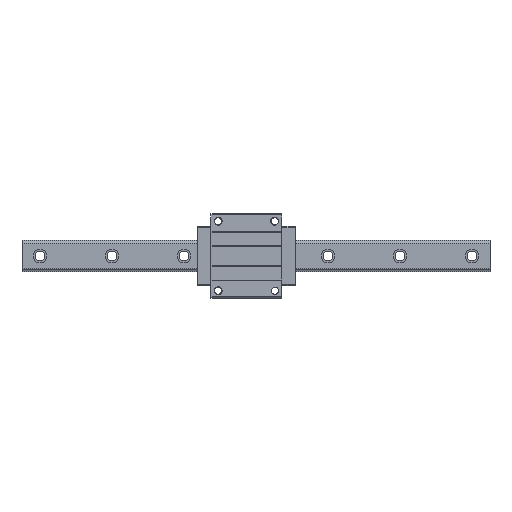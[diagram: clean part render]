
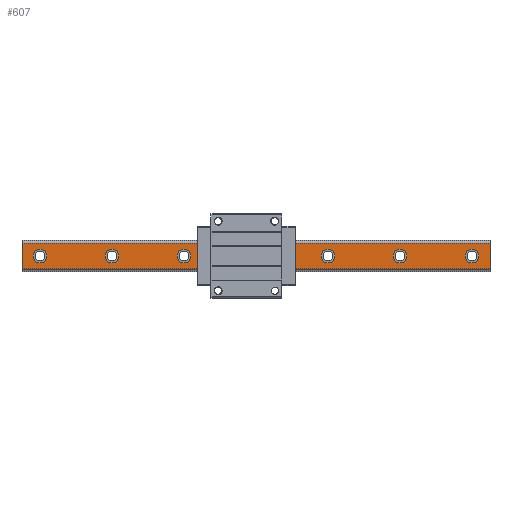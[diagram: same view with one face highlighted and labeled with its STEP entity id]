
A CAD part, left-side view. The second image highlights one B-rep face of the part: STEP entity #607.
In plain terms, the highlighted face is planar.
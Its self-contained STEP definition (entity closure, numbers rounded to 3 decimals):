
#143=FACE_BOUND('',#1075,.T.);
#144=FACE_BOUND('',#1076,.T.);
#145=FACE_BOUND('',#1077,.T.);
#146=FACE_BOUND('',#1078,.T.);
#147=FACE_BOUND('',#1079,.T.);
#148=FACE_BOUND('',#1080,.T.);
#149=FACE_BOUND('',#1081,.T.);
#150=FACE_BOUND('',#1082,.T.);
#413=CIRCLE('',#3769,11.5);
#414=CIRCLE('',#3770,11.5);
#415=CIRCLE('',#3771,11.5);
#416=CIRCLE('',#3772,11.5);
#417=CIRCLE('',#3773,11.5);
#418=CIRCLE('',#3774,11.5);
#419=CIRCLE('',#3775,11.5);
#607=ADVANCED_FACE('',(#143,#144,#145,#146,#147,#148,#149,#150),#752,.F.);
#752=PLANE('',#3776);
#1075=EDGE_LOOP('',(#1849));
#1076=EDGE_LOOP('',(#1850));
#1077=EDGE_LOOP('',(#1851));
#1078=EDGE_LOOP('',(#1852));
#1079=EDGE_LOOP('',(#1853));
#1080=EDGE_LOOP('',(#1854));
#1081=EDGE_LOOP('',(#1855));
#1082=EDGE_LOOP('',(#1856,#1857,#1858,#1859));
#1849=ORIENTED_EDGE('',*,*,#2849,.T.);
#1850=ORIENTED_EDGE('',*,*,#2850,.T.);
#1851=ORIENTED_EDGE('',*,*,#2851,.T.);
#1852=ORIENTED_EDGE('',*,*,#2852,.T.);
#1853=ORIENTED_EDGE('',*,*,#2853,.T.);
#1854=ORIENTED_EDGE('',*,*,#2854,.T.);
#1855=ORIENTED_EDGE('',*,*,#2855,.T.);
#1856=ORIENTED_EDGE('',*,*,#2856,.T.);
#1857=ORIENTED_EDGE('',*,*,#2857,.F.);
#1858=ORIENTED_EDGE('',*,*,#2858,.F.);
#1859=ORIENTED_EDGE('',*,*,#2859,.T.);
#2397=VERTEX_POINT('',#8879);
#2398=VERTEX_POINT('',#8881);
#2399=VERTEX_POINT('',#8883);
#2400=VERTEX_POINT('',#8885);
#2401=VERTEX_POINT('',#8887);
#2402=VERTEX_POINT('',#8889);
#2403=VERTEX_POINT('',#8891);
#2404=VERTEX_POINT('',#8893);
#2405=VERTEX_POINT('',#8894);
#2406=VERTEX_POINT('',#8896);
#2407=VERTEX_POINT('',#8898);
#2849=EDGE_CURVE('',#2397,#2397,#413,.T.);
#2850=EDGE_CURVE('',#2398,#2398,#414,.T.);
#2851=EDGE_CURVE('',#2399,#2399,#415,.T.);
#2852=EDGE_CURVE('',#2400,#2400,#416,.T.);
#2853=EDGE_CURVE('',#2401,#2401,#417,.T.);
#2854=EDGE_CURVE('',#2402,#2402,#418,.T.);
#2855=EDGE_CURVE('',#2403,#2403,#419,.T.);
#2856=EDGE_CURVE('',#2404,#2405,#3213,.T.);
#2857=EDGE_CURVE('',#2406,#2405,#3214,.T.);
#2858=EDGE_CURVE('',#2407,#2406,#3215,.T.);
#2859=EDGE_CURVE('',#2407,#2404,#3216,.T.);
#3213=LINE('',#8892,#3497);
#3214=LINE('',#8895,#3498);
#3215=LINE('',#8897,#3499);
#3216=LINE('',#8899,#3500);
#3497=VECTOR('',#4510,1.);
#3498=VECTOR('',#4511,1.);
#3499=VECTOR('',#4512,1.);
#3500=VECTOR('',#4513,1.);
#3769=AXIS2_PLACEMENT_3D('',#8878,#4496,#4497);
#3770=AXIS2_PLACEMENT_3D('',#8880,#4498,#4499);
#3771=AXIS2_PLACEMENT_3D('',#8882,#4500,#4501);
#3772=AXIS2_PLACEMENT_3D('',#8884,#4502,#4503);
#3773=AXIS2_PLACEMENT_3D('',#8886,#4504,#4505);
#3774=AXIS2_PLACEMENT_3D('',#8888,#4506,#4507);
#3775=AXIS2_PLACEMENT_3D('',#8890,#4508,#4509);
#3776=AXIS2_PLACEMENT_3D('',#8900,#4514,#4515);
#4496=DIRECTION('',(0.,-1.,0.));
#4497=DIRECTION('',(0.,0.,-1.));
#4498=DIRECTION('',(0.,-1.,0.));
#4499=DIRECTION('',(0.,0.,-1.));
#4500=DIRECTION('',(0.,-1.,0.));
#4501=DIRECTION('',(0.,0.,-1.));
#4502=DIRECTION('',(0.,-1.,0.));
#4503=DIRECTION('',(0.,0.,-1.));
#4504=DIRECTION('',(0.,-1.,0.));
#4505=DIRECTION('',(0.,0.,-1.));
#4506=DIRECTION('',(0.,-1.,0.));
#4507=DIRECTION('',(0.,0.,-1.));
#4508=DIRECTION('',(0.,-1.,0.));
#4509=DIRECTION('',(0.,0.,-1.));
#4510=DIRECTION('',(-1.,0.,0.));
#4511=DIRECTION('',(0.,0.,-1.));
#4512=DIRECTION('',(-1.,0.,0.));
#4513=DIRECTION('',(0.,0.,-1.));
#4514=DIRECTION('',(0.,-1.,0.));
#4515=DIRECTION('',(0.,0.,-1.));
#8878=CARTESIAN_POINT('',(0.118,-26.,-317.));
#8879=CARTESIAN_POINT('',(0.118,-26.,-328.5));
#8880=CARTESIAN_POINT('',(0.118,-26.,-197.));
#8881=CARTESIAN_POINT('',(0.118,-26.,-208.5));
#8882=CARTESIAN_POINT('',(0.118,-26.,-77.));
#8883=CARTESIAN_POINT('',(0.118,-26.,-88.5));
#8884=CARTESIAN_POINT('',(0.118,-26.,43.));
#8885=CARTESIAN_POINT('',(0.118,-26.,31.5));
#8886=CARTESIAN_POINT('',(0.118,-26.,163.));
#8887=CARTESIAN_POINT('',(0.118,-26.,151.5));
#8888=CARTESIAN_POINT('',(0.118,-26.,283.));
#8889=CARTESIAN_POINT('',(0.118,-26.,271.5));
#8890=CARTESIAN_POINT('',(0.118,-26.,403.));
#8891=CARTESIAN_POINT('',(0.118,-26.,391.5));
#8892=CARTESIAN_POINT('',(21.121,-26.,-347.));
#8893=CARTESIAN_POINT('',(21.121,-26.,-347.));
#8894=CARTESIAN_POINT('',(-20.886,-26.,-347.));
#8895=CARTESIAN_POINT('',(-20.886,-26.,168.));
#8896=CARTESIAN_POINT('',(-20.886,-26.,433.));
#8897=CARTESIAN_POINT('',(21.121,-26.,433.));
#8898=CARTESIAN_POINT('',(21.121,-26.,433.));
#8899=CARTESIAN_POINT('',(21.121,-26.,168.));
#8900=CARTESIAN_POINT('',(21.121,-26.,168.));
